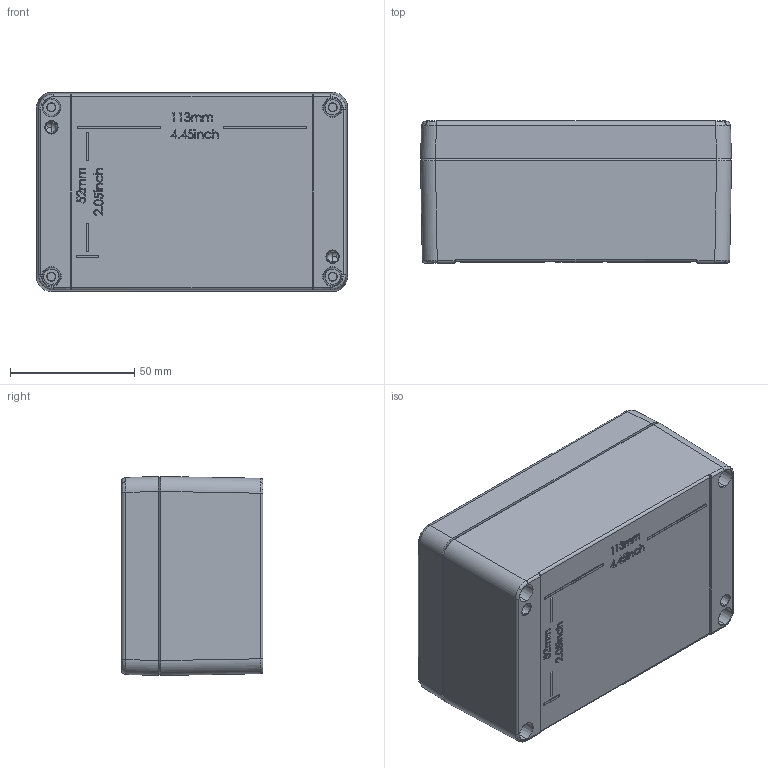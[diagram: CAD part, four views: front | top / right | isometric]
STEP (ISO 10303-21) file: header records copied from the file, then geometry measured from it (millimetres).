
FILE_DESCRIPTION (( 'STEP AP214' ), '1' );
FILE_NAME ('01081306.STEP', '2009-03-10T06:53:30', ( ' ' ), ( '' ), 'SwSTEP 2.0', 'SolidWorks 2008', '' );
FILE_SCHEMA (( 'AUTOMOTIVE_DESIGN' ));
Length unit declared in the file: millimetre
Products named in the file (5): 01016_Standard; 93132_Standard; 02016_Standard; 82003_Standard; 01081306
Assembly tree (7 placements, depth 2):
  01081306
    93132_Standard  x4
    01016_Standard
    82003_Standard
    02016_Standard
Bounding box: 125 x 57 x 80 mm (x, y, z)
Volume: 155584 mm3; surface area: 89555.2 mm2
Topology: 7 solids, 7 shells, 1248 faces, 3046 edges, 1855 vertices
Faces by surface type: bspline 434, plane 379, cylinder 178, torus 129, cone 128
Entity records: 53342 total; most frequent: CARTESIAN_POINT 29110, ORIENTED_EDGE 5648, DIRECTION 4055, EDGE_CURVE 2824, VERTEX_POINT 1729, AXIS2_PLACEMENT_3D 1508, EDGE_LOOP 1251, ADVANCED_FACE 1167
